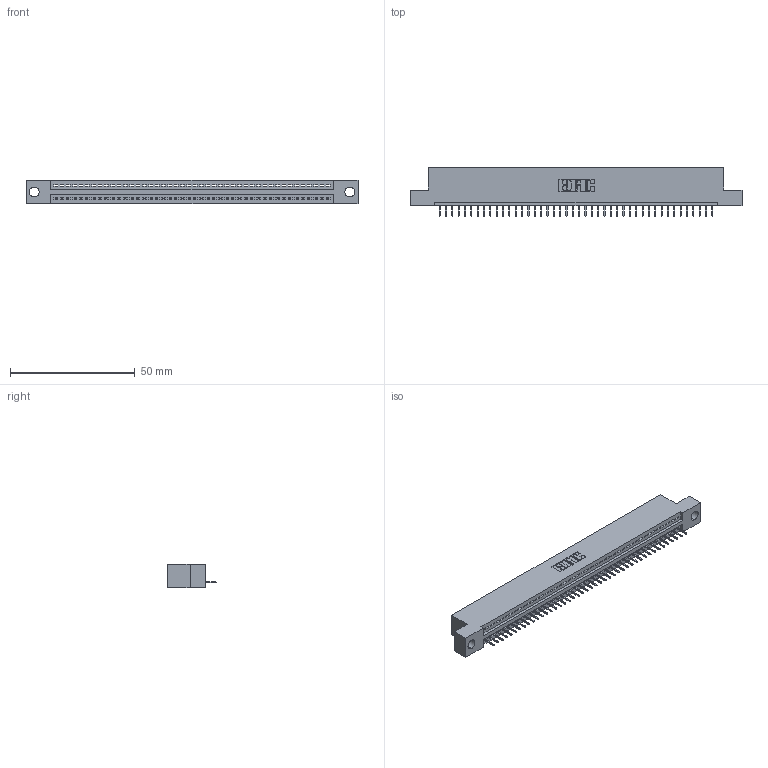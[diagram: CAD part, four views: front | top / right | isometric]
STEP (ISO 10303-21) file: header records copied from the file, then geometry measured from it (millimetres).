
FILE_DESCRIPTION (( 'STEP AP203' ), '1' );
FILE_NAME ('345-044-524-104.STEP', '2018-09-08T17:34:33', ( '' ), ( '' ), 'SwSTEP 2.0', 'SolidWorks 2016', '' );
FILE_SCHEMA (( 'CONFIG_CONTROL_DESIGN' ));
Length unit declared in the file: inch
Products named in the file (3): 345 Part_Flush Mounting Lugs - 0.156 Dia-TH; 345-292-001_345-293-124; 345-044-524-104
Assembly tree (45 placements, depth 2):
  345-044-524-104
    345 Part_Flush Mounting Lugs - 0.156 Dia-TH
    345-292-001_345-293-124  x44
Bounding box: 132.97 x 19.35 x 9.4 mm (x, y, z)
Volume: 12384.2 mm3; surface area: 15737.7 mm2
Topology: 45 solids, 45 shells, 2854 faces, 8261 edges, 5330 vertices
Faces by surface type: plane 2104, cylinder 750
Entity records: 32923 total; most frequent: CARTESIAN_POINT 5708, ORIENTED_EDGE 5686, DIRECTION 4983, EDGE_CURVE 2843, VECTOR 2539, LINE 2539, VERTEX_POINT 1890, AXIS2_PLACEMENT_3D 1222
